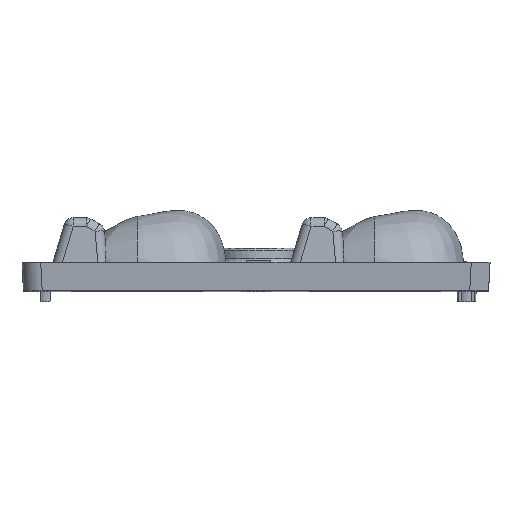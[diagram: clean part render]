
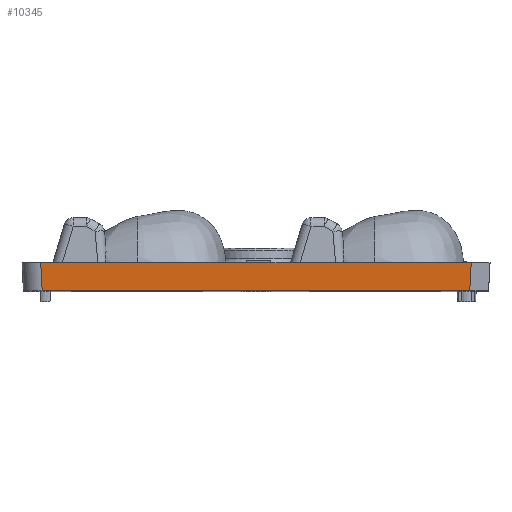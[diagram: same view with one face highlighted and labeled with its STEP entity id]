
A CAD part, top view. The second image highlights one B-rep face of the part: STEP entity #10345.
In plain terms, the highlighted planar face has unit normal (0, -0.052, 0.999).
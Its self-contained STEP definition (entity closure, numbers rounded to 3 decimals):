
#7=CARTESIAN_POINT('',(-23.003,0.,25.));
#53=DIRECTION('',(1.,0.,0.));
#54=VECTOR('',#53,46.);
#55=CARTESIAN_POINT('',(-23.003,0.,25.));
#56=LINE('',#55,#54);
#2065=CARTESIAN_POINT('',(-22.846,-3.,24.843));
#2073=DIRECTION('',(1.,0.,0.));
#2074=VECTOR('',#2073,45.686);
#2075=CARTESIAN_POINT('',(-22.846,-3.,24.843));
#2076=LINE('',#2075,#2074);
#2253=DIRECTION('',(0.052,-0.997,-0.052));
#2254=VECTOR('',#2253,3.008);
#2255=CARTESIAN_POINT('',(-23.003,0.,25.));
#2256=LINE('',#2255,#2254);
#2257=DIRECTION('',(-0.052,-0.997,-0.052));
#2258=VECTOR('',#2257,3.008);
#2259=CARTESIAN_POINT('',(22.997,0.,25.));
#2260=LINE('',#2259,#2258);
#7273=CARTESIAN_POINT('',(22.997,0.,25.));
#7275=VERTEX_POINT('',#7273);
#7282=VERTEX_POINT('',#7);
#7326=CARTESIAN_POINT('',(22.84,-3.,24.843));
#7328=VERTEX_POINT('',#7326);
#7333=VERTEX_POINT('',#2065);
#10333=CARTESIAN_POINT('',(-26.849,0.,25.));
#10334=DIRECTION('',(0.,-0.052,0.999));
#10335=DIRECTION('',(1.,0.,0.));
#10336=AXIS2_PLACEMENT_3D('',#10333,#10334,#10335);
#10337=PLANE('',#10336);
#10338=ORIENTED_EDGE('',*,*,#10181,.F.);
#10339=ORIENTED_EDGE('',*,*,#9268,.T.);
#10341=ORIENTED_EDGE('',*,*,#10340,.T.);
#10342=ORIENTED_EDGE('',*,*,#10192,.F.);
#10343=EDGE_LOOP('',(#10338,#10339,#10341,#10342));
#10344=FACE_OUTER_BOUND('',#10343,.F.);
#9268=EDGE_CURVE('',#7282,#7275,#56,.T.);
#10181=EDGE_CURVE('',#7282,#7333,#2256,.T.);
#10192=EDGE_CURVE('',#7333,#7328,#2076,.T.);
#10340=EDGE_CURVE('',#7275,#7328,#2260,.T.);
#10345=ADVANCED_FACE('',(#10344),#10337,.T.);
